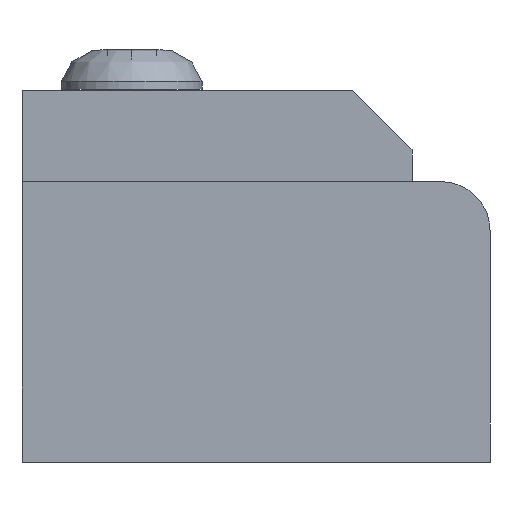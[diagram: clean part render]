
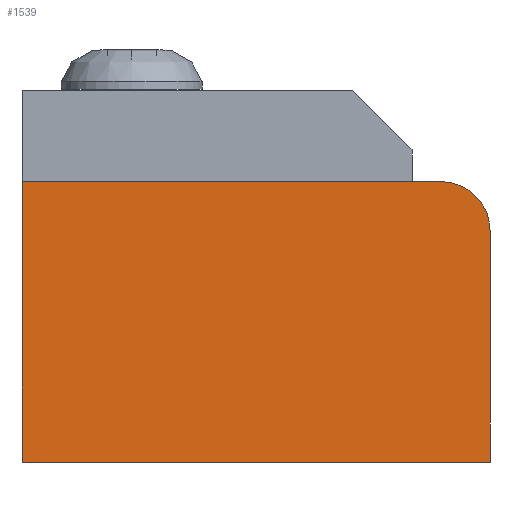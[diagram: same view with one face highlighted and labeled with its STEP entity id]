
A CAD part, left-side view. The second image highlights one B-rep face of the part: STEP entity #1539.
In plain terms, the highlighted planar face has unit normal (-1, 0, 0).
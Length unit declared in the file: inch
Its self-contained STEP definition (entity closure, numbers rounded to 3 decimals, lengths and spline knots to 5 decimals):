
#1297=CARTESIAN_POINT('',(-11.84887,0.93001,-0.33509));
#1298=VERTEX_POINT('',#1297);
#1299=CARTESIAN_POINT('',(-11.84887,0.93001,0.38391));
#1300=VERTEX_POINT('',#1299);
#1301=CARTESIAN_POINT('',(-11.84887,0.93001,-0.33509));
#1302=DIRECTION('',(0.0,0.0,1.0));
#1303=VECTOR('',#1302,0.719);
#1304=LINE('',#1301,#1303);
#1305=EDGE_CURVE('',#1298,#1300,#1304,.T.);
#1343=CARTESIAN_POINT('',(-11.84887,-0.14499,0.38391));
#1344=VERTEX_POINT('',#1343);
#1345=CARTESIAN_POINT('',(-11.84887,0.93001,0.38391));
#1346=DIRECTION('',(0.0,-1.0,0.0));
#1347=VECTOR('',#1346,1.075);
#1348=LINE('',#1345,#1347);
#1349=EDGE_CURVE('',#1300,#1344,#1348,.T.);
#1410=CARTESIAN_POINT('',(-11.84887,-0.26999,0.25891));
#1411=VERTEX_POINT('',#1410);
#1412=CARTESIAN_POINT('',(-11.84887,-0.14499,0.25891));
#1413=DIRECTION('',(1.0,0.0,0.0));
#1414=DIRECTION('',(0.0,-0.707,0.707));
#1415=AXIS2_PLACEMENT_3D('',#1412,#1413,#1414);
#1416=CIRCLE('',#1415,0.125);
#1417=EDGE_CURVE('',#1344,#1411,#1416,.T.);
#1443=CARTESIAN_POINT('',(-11.84887,-0.26999,-0.33509));
#1444=VERTEX_POINT('',#1443);
#1445=CARTESIAN_POINT('',(-11.84887,-0.26999,0.25891));
#1446=DIRECTION('',(0.0,0.0,-1.0));
#1447=VECTOR('',#1446,0.594);
#1448=LINE('',#1445,#1447);
#1449=EDGE_CURVE('',#1411,#1444,#1448,.T.);
#1474=CARTESIAN_POINT('',(-11.84887,-0.26999,-0.33509));
#1475=DIRECTION('',(0.0,1.0,0.0));
#1476=VECTOR('',#1475,1.2);
#1477=LINE('',#1474,#1476);
#1478=EDGE_CURVE('',#1444,#1298,#1477,.T.);
#1527=CARTESIAN_POINT('',(-11.84887,0.33889,0.01893));
#1528=DIRECTION('',(-1.0,0.0,0.0));
#1529=DIRECTION('',(0.0,0.0,1.0));
#1530=AXIS2_PLACEMENT_3D('',#1527,#1528,#1529);
#1531=PLANE('',#1530);
#1532=ORIENTED_EDGE('',*,*,#1305,.F.);
#1533=ORIENTED_EDGE('',*,*,#1478,.F.);
#1534=ORIENTED_EDGE('',*,*,#1449,.F.);
#1535=ORIENTED_EDGE('',*,*,#1417,.F.);
#1536=ORIENTED_EDGE('',*,*,#1349,.F.);
#1537=EDGE_LOOP('',(#1532,#1533,#1534,#1535,#1536));
#1538=FACE_OUTER_BOUND('',#1537,.T.);
#1539=ADVANCED_FACE('',(#1538),#1531,.T.);
